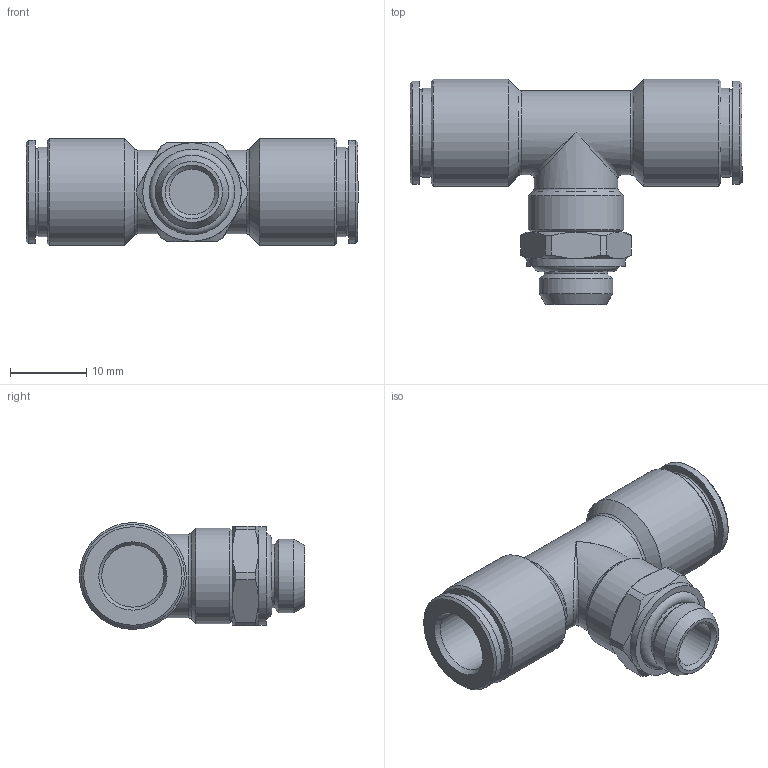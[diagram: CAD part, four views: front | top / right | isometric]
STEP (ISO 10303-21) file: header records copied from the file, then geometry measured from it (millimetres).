
FILE_DESCRIPTION(/* description */ ('STEP AP214'),/* implementation_level */ '2;1');
FILE_NAME(/* name */ 'X0110041',/* time_stamp */ '2022-07-21T14:52:46+02:00',/* author */ ('License CC BY-ND 4.0'),/* organization */ ('CADENAS'),/* preprocessor_version */ 'ST-DEVELOPER v18.102',/* originating_system */ 'PARTsolutions',/* authorisation */ ' ');
FILE_SCHEMA (('AUTOMOTIVE_DESIGN {1 0 10303 214 3 1 1}'));
Length unit declared in the file: millimetre
Products named in the file (2): X0110041; X0110041_PART1
Assembly tree (1 placements, depth 2):
  X0110041
    X0110041_PART1
Bounding box: 43.51 x 29.5 x 14 mm (x, y, z)
Volume: 5326.1 mm3; surface area: 4098.7 mm2
Topology: 1 solids, 3 shells, 68 faces, 145 edges, 88 vertices
Faces by surface type: cylinder 25, plane 20, cone 15, torus 6, bspline 2
Full cylindrical faces by diameter (mm): 6 x1, 8.15 x2, 8.3 x1, 9.6 x1, 11 x2, 11.7 x2, 12.5 x1, 12.9 x1, 13.5 x2, 14 x2
Entity records: 2399 total; most frequent: CARTESIAN_POINT 666, DIRECTION 268, ORIENTED_EDGE 182, AXIS2_PLACEMENT_3D 127, EDGE_LOOP 114, FACE_BOUND 114, EDGE_CURVE 91, VERTEX_POINT 75
